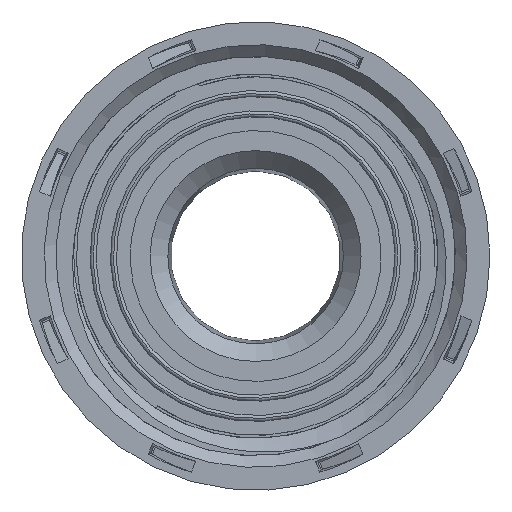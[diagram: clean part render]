
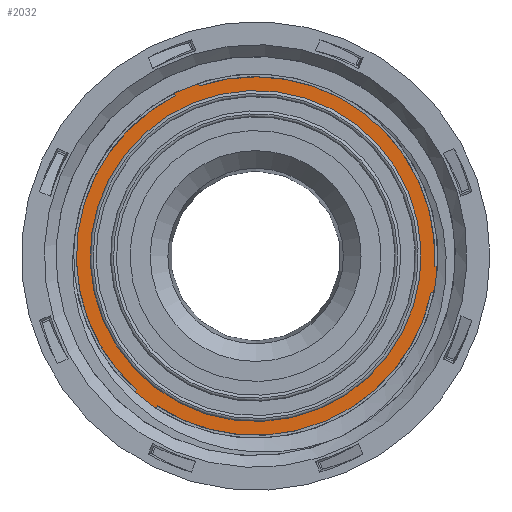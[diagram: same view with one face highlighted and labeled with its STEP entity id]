
A CAD part, front view. The second image highlights one B-rep face of the part: STEP entity #2032.
In plain terms, the highlighted planar face has unit normal (0, -1, 0).
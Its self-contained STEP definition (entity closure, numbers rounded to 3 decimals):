
#1551=PLANE('',#9116);
#2032=ADVANCED_FACE('',(#2244,#2245),#1551,.F.);
#2244=FACE_BOUND('',#2763,.T.);
#2245=FACE_BOUND('',#2764,.T.);
#2763=EDGE_LOOP('',(#5552,#5553,#5554,#5555,#5556,#5557,#5558,#5559,#5560,
#5561,#5562,#5563));
#2764=EDGE_LOOP('',(#5564));
#3445=CIRCLE('',#9109,15.3);
#3446=CIRCLE('',#9110,1.122);
#3447=CIRCLE('',#9111,15.3);
#3448=CIRCLE('',#9112,1.122);
#3449=CIRCLE('',#9113,15.3);
#3450=CIRCLE('',#9114,1.122);
#3451=CIRCLE('',#9115,14.127);
#5552=ORIENTED_EDGE('',*,*,#7448,.F.);
#5553=ORIENTED_EDGE('',*,*,#7449,.F.);
#5554=ORIENTED_EDGE('',*,*,#7450,.T.);
#5555=ORIENTED_EDGE('',*,*,#7451,.F.);
#5556=ORIENTED_EDGE('',*,*,#7452,.F.);
#5557=ORIENTED_EDGE('',*,*,#7453,.F.);
#5558=ORIENTED_EDGE('',*,*,#7454,.T.);
#5559=ORIENTED_EDGE('',*,*,#7455,.F.);
#5560=ORIENTED_EDGE('',*,*,#7456,.F.);
#5561=ORIENTED_EDGE('',*,*,#7457,.F.);
#5562=ORIENTED_EDGE('',*,*,#7458,.T.);
#5563=ORIENTED_EDGE('',*,*,#7459,.F.);
#5564=ORIENTED_EDGE('',*,*,#7460,.F.);
#6370=VERTEX_POINT('',#17848);
#6371=VERTEX_POINT('',#17849);
#6372=VERTEX_POINT('',#17851);
#6373=VERTEX_POINT('',#17853);
#6374=VERTEX_POINT('',#17855);
#6375=VERTEX_POINT('',#17857);
#6376=VERTEX_POINT('',#17859);
#6377=VERTEX_POINT('',#17861);
#6378=VERTEX_POINT('',#17863);
#6379=VERTEX_POINT('',#17865);
#6380=VERTEX_POINT('',#17867);
#6381=VERTEX_POINT('',#17869);
#6382=VERTEX_POINT('',#17872);
#7448=EDGE_CURVE('',#6370,#6371,#3445,.T.);
#7449=EDGE_CURVE('',#6372,#6370,#7964,.T.);
#7450=EDGE_CURVE('',#6372,#6373,#3446,.T.);
#7451=EDGE_CURVE('',#6374,#6373,#7965,.T.);
#7452=EDGE_CURVE('',#6375,#6374,#3447,.T.);
#7453=EDGE_CURVE('',#6376,#6375,#7966,.T.);
#7454=EDGE_CURVE('',#6376,#6377,#3448,.T.);
#7455=EDGE_CURVE('',#6378,#6377,#7967,.T.);
#7456=EDGE_CURVE('',#6379,#6378,#3449,.T.);
#7457=EDGE_CURVE('',#6380,#6379,#7968,.T.);
#7458=EDGE_CURVE('',#6380,#6381,#3450,.T.);
#7459=EDGE_CURVE('',#6371,#6381,#7969,.T.);
#7460=EDGE_CURVE('',#6382,#6382,#3451,.T.);
#7964=LINE('',#17850,#8544);
#7965=LINE('',#17854,#8545);
#7966=LINE('',#17858,#8546);
#7967=LINE('',#17862,#8547);
#7968=LINE('',#17866,#8548);
#7969=LINE('',#17870,#8549);
#8544=VECTOR('',#10797,1.);
#8545=VECTOR('',#10800,1.);
#8546=VECTOR('',#10803,1.);
#8547=VECTOR('',#10806,1.);
#8548=VECTOR('',#10809,1.);
#8549=VECTOR('',#10812,1.);
#9109=AXIS2_PLACEMENT_3D('',#17847,#10795,#10796);
#9110=AXIS2_PLACEMENT_3D('',#17852,#10798,#10799);
#9111=AXIS2_PLACEMENT_3D('',#17856,#10801,#10802);
#9112=AXIS2_PLACEMENT_3D('',#17860,#10804,#10805);
#9113=AXIS2_PLACEMENT_3D('',#17864,#10807,#10808);
#9114=AXIS2_PLACEMENT_3D('',#17868,#10810,#10811);
#9115=AXIS2_PLACEMENT_3D('',#17871,#10813,#10814);
#9116=AXIS2_PLACEMENT_3D('',#17873,#10815,#10816);
#10795=DIRECTION('',(0.,1.,0.));
#10796=DIRECTION('',(0.383,0.,-0.924));
#10797=DIRECTION('',(-0.991,0.,0.131));
#10798=DIRECTION('',(0.,-1.,0.));
#10799=DIRECTION('',(0.991,0.,-0.131));
#10800=DIRECTION('',(0.991,0.,-0.131));
#10801=DIRECTION('',(0.,1.,0.));
#10802=DIRECTION('',(0.383,0.,-0.924));
#10803=DIRECTION('',(0.383,0.,-0.924));
#10804=DIRECTION('',(0.,-1.,0.));
#10805=DIRECTION('',(-0.383,0.,0.924));
#10806=DIRECTION('',(-0.383,0.,0.924));
#10807=DIRECTION('',(0.,1.,0.));
#10808=DIRECTION('',(0.383,0.,-0.924));
#10809=DIRECTION('',(0.609,0.,0.793));
#10810=DIRECTION('',(0.,-1.,0.));
#10811=DIRECTION('',(-0.609,0.,-0.793));
#10812=DIRECTION('',(-0.609,0.,-0.793));
#10813=DIRECTION('',(0.,-1.,0.));
#10814=DIRECTION('',(-0.383,0.,0.924));
#10815=DIRECTION('',(0.,1.,0.));
#10816=DIRECTION('',(-0.383,0.,0.924));
#17847=CARTESIAN_POINT('',(30.,-21.175,0.));
#17848=CARTESIAN_POINT('',(44.982,-21.175,-3.104));
#17849=CARTESIAN_POINT('',(21.601,-21.175,-12.789));
#17850=CARTESIAN_POINT('',(29.854,-21.175,-1.112));
#17851=CARTESIAN_POINT('',(45.225,-21.175,-3.136));
#17852=CARTESIAN_POINT('',(45.371,-21.175,-2.024));
#17853=CARTESIAN_POINT('',(45.518,-21.175,-0.911));
#17854=CARTESIAN_POINT('',(30.146,-21.175,1.112));
#17855=CARTESIAN_POINT('',(45.275,-21.175,-0.879));
#17856=CARTESIAN_POINT('',(30.,-21.175,0.));
#17857=CARTESIAN_POINT('',(25.197,-21.175,14.527));
#17858=CARTESIAN_POINT('',(31.037,-21.175,0.429));
#17859=CARTESIAN_POINT('',(25.103,-21.175,14.753));
#17860=CARTESIAN_POINT('',(24.067,-21.175,14.324));
#17861=CARTESIAN_POINT('',(23.03,-21.175,13.894));
#17862=CARTESIAN_POINT('',(28.963,-21.175,-0.429));
#17863=CARTESIAN_POINT('',(23.124,-21.175,13.668));
#17864=CARTESIAN_POINT('',(30.,-21.175,0.));
#17865=CARTESIAN_POINT('',(19.821,-21.175,-11.423));
#17866=CARTESIAN_POINT('',(29.11,-21.175,0.683));
#17867=CARTESIAN_POINT('',(19.672,-21.175,-11.617));
#17868=CARTESIAN_POINT('',(20.562,-21.175,-12.3));
#17869=CARTESIAN_POINT('',(21.452,-21.175,-12.983));
#17870=CARTESIAN_POINT('',(30.89,-21.175,-0.683));
#17871=CARTESIAN_POINT('',(30.,-21.175,0.));
#17872=CARTESIAN_POINT('',(24.594,-21.175,13.052));
#17873=CARTESIAN_POINT('',(30.,-21.175,0.));
